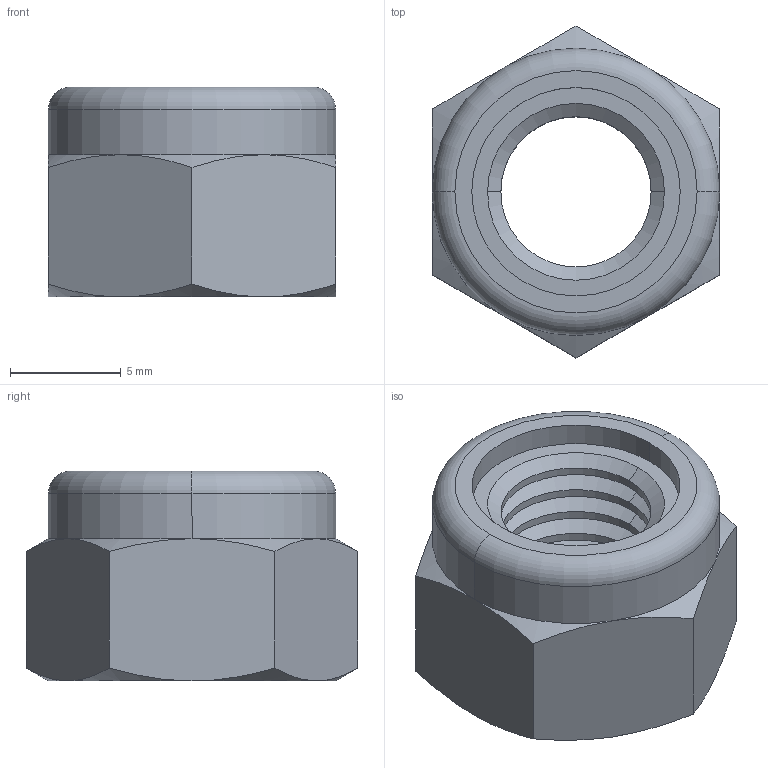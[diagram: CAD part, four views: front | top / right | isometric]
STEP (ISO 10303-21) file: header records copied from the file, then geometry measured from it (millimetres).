
FILE_DESCRIPTION (( 'STEP AP203' ), '1' );
FILE_NAME ('Nut 1_Défaut_sldprt.STEP', '2020-01-15T11:01:15', ( '' ), ( '' ), 'SwSTEP 2.0', 'SolidWorks 2017', '' );
FILE_SCHEMA (( 'CONFIG_CONTROL_DESIGN' ));
Length unit declared in the file: millimetre
Products named in the file (1): Nut 1_Défaut_sldprt
Bounding box: 13 x 15.01 x 9.5 mm (x, y, z)
Volume: 915.7 mm3; surface area: 899.3 mm2
Topology: 1 solids, 1 shells, 71 faces, 146 edges, 78 vertices
Faces by surface type: cone 40, cylinder 20, plane 9, torus 2
Entity records: 1993 total; most frequent: CARTESIAN_POINT 432, DIRECTION 334, ORIENTED_EDGE 292, EDGE_CURVE 146, AXIS2_PLACEMENT_3D 140, VERTEX_POINT 78, EDGE_LOOP 74, ADVANCED_FACE 71
